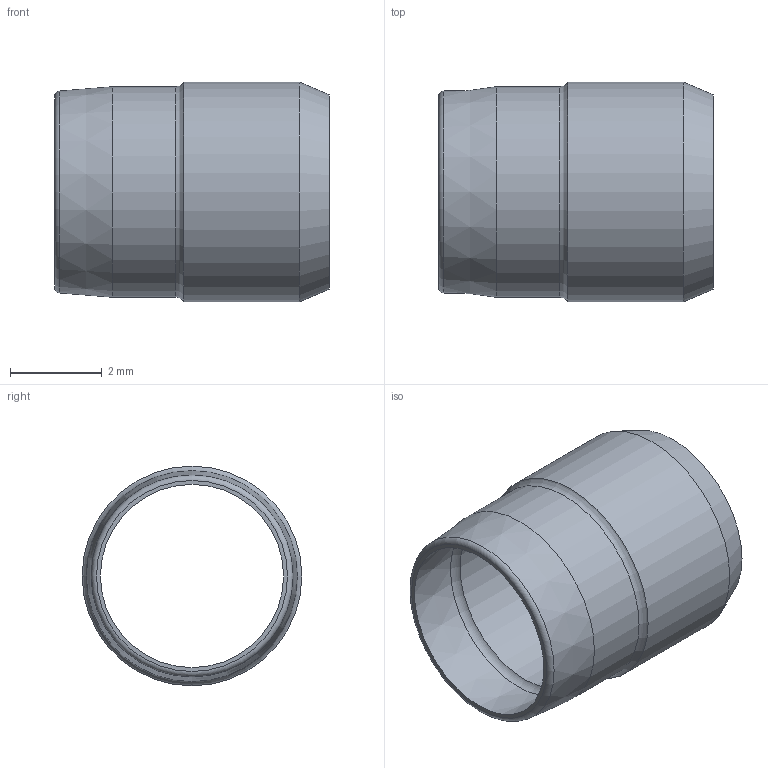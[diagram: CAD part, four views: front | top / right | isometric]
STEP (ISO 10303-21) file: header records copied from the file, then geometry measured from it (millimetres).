
FILE_DESCRIPTION(( 'OX.22.04.00.stp' ), '1');
FILE_NAME( 'OX.22.04.00.stp', '2021-03-05T16:08:24',( 'Sopra'),('sopra-pneumatic.com'), 'SwSTEP 2.0','SolidWorks 2009','' );
FILE_SCHEMA( ( 'CONFIG_CONTROL_DESIGN' ) );
Length unit declared in the file: millimetre
Products named in the file (1): _SR-04LL 706.0021.040.10
Bounding box: 6 x 4.8 x 4.8 mm (x, y, z)
Volume: 25.5 mm3; surface area: 168.5 mm2
Topology: 1 solids, 1 shells, 12 faces, 22 edges, 12 vertices
Faces by surface type: cone 4, torus 3, cylinder 3, plane 2
Full cylindrical faces by diameter (mm): 4 x1, 4.6 x1, 4.8 x1
Entity records: 296 total; most frequent: DIRECTION 50, CARTESIAN_POINT 38, AXIS2_PLACEMENT_3D 25, EDGE_LOOP 24, ORIENTED_EDGE 24, FACE_OUTER_BOUND 18, VERTEX_POINT 13, ADVANCED_FACE 12
